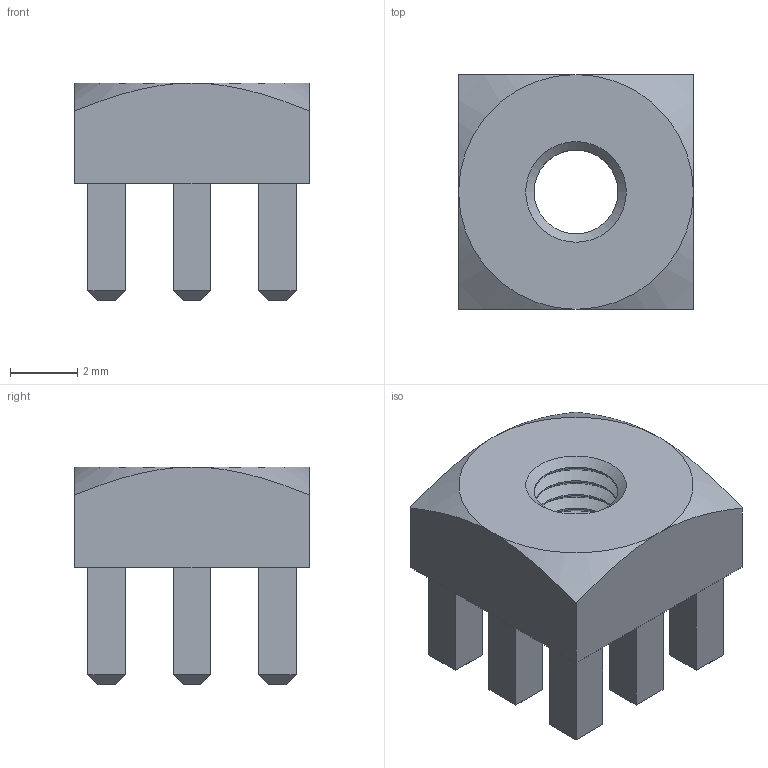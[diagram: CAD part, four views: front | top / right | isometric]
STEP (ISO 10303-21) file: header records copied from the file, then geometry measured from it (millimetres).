
FILE_DESCRIPTION(/* description */ (''),/* implementation_level */ '2;1');
FILE_NAME(/* name */ 'WURTH_93329.stp',/* time_stamp */ '2017-01-13T11:11:05+01:00',/* author */ ('riccim'),/* organization */ ('SolidWorks'),/* preprocessor_version */ 'ST-DEVELOPER v15.5',/* originating_system */ 'AutoCAD Mechanical',/* authorisation */ ' ');
FILE_SCHEMA (('AUTOMOTIVE_DESIGN { 1 0 10303 214 3 1 1 }'));
Length unit declared in the file: millimetre
Products named in the file (1): Product
Bounding box: 7 x 7 x 6.5 mm (x, y, z)
Volume: 161.2 mm3; surface area: 317.4 mm2
Topology: 1 solids, 1 shells, 100 faces, 217 edges, 127 vertices
Faces by surface type: plane 78, cone 16, cylinder 6
Full cylindrical faces by diameter (mm): 2.5 x6
Entity records: 2558 total; most frequent: CARTESIAN_POINT 443, DIRECTION 416, ORIENTED_EDGE 398, EDGE_CURVE 199, LINE 168, VECTOR 168, EDGE_LOOP 128, VERTEX_POINT 127
